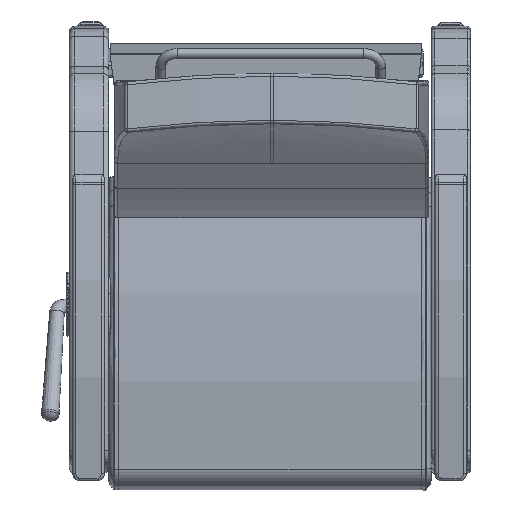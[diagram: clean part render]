
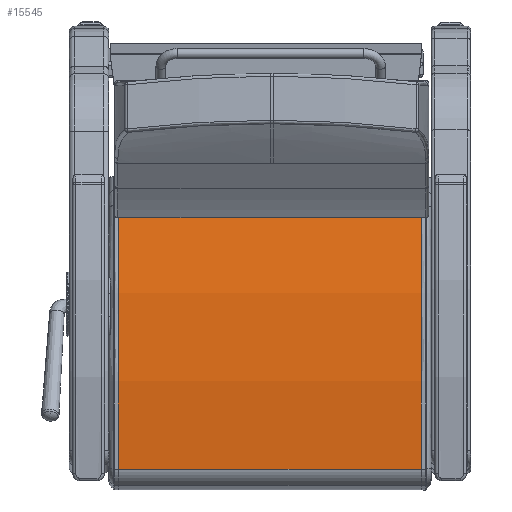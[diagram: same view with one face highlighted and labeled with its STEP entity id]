
A CAD part, front view. The second image highlights one B-rep face of the part: STEP entity #15545.
In plain terms, the highlighted free-form (B-spline) face has degree [1, 2] with [2, 3] control points.
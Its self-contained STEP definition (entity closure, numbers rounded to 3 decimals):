
#481=(
BOUNDED_SURFACE()
B_SPLINE_SURFACE(1,2,((#37875,#37876,#37877),(#37878,#37879,#37880)),
 .UNSPECIFIED.,.F.,.F.,.F.)
B_SPLINE_SURFACE_WITH_KNOTS((2,2),(3,3),(-0.193,0.193),
(1.362,1.699),.UNSPECIFIED.)
GEOMETRIC_REPRESENTATION_ITEM()
RATIONAL_B_SPLINE_SURFACE(((1.,0.986,1.),(1.,0.986,
1.)))
REPRESENTATION_ITEM('')
SURFACE()
);
#1007=ELLIPSE('',#17033,60.054,60.);
#1019=ELLIPSE('',#17075,60.054,60.);
#1830=LINE('',#37874,#2806);
#1831=LINE('',#37881,#2807);
#2806=VECTOR('',#19900,0.394);
#2807=VECTOR('',#19901,0.394);
#3812=FACE_OUTER_BOUND('',#4864,.T.);
#4864=EDGE_LOOP('',(#11724,#11725,#11726,#11727));
#7227=VERTEX_POINT('',#37047);
#7228=VERTEX_POINT('',#37070);
#7268=VERTEX_POINT('',#37287);
#7269=VERTEX_POINT('',#37310);
#8813=EDGE_CURVE('',#7228,#7227,#1007,.T.);
#8872=EDGE_CURVE('',#7269,#7268,#1019,.T.);
#8952=EDGE_CURVE('',#7227,#7269,#1830,.T.);
#8953=EDGE_CURVE('',#7228,#7268,#1831,.T.);
#11724=ORIENTED_EDGE('',*,*,#8813,.F.);
#11725=ORIENTED_EDGE('',*,*,#8953,.T.);
#11726=ORIENTED_EDGE('',*,*,#8872,.F.);
#11727=ORIENTED_EDGE('',*,*,#8952,.F.);
#15545=ADVANCED_FACE('',(#3812),#481,.F.);
#17033=AXIS2_PLACEMENT_3D('',#37072,#19653,#19654);
#17075=AXIS2_PLACEMENT_3D('',#37312,#19762,#19763);
#19653=DIRECTION('center_axis',(0.,0.,-1.));
#19654=DIRECTION('ref_axis',(1.,0.,0.));
#19762=DIRECTION('center_axis',(0.,0.,1.));
#19763=DIRECTION('ref_axis',(1.,0.,0.));
#19900=DIRECTION('',(0.,0.,1.));
#19901=DIRECTION('',(0.,0.,1.));
#37047=CARTESIAN_POINT('',(10.111,0.445,-11.563));
#37070=CARTESIAN_POINT('',(-10.045,1.256,-11.563));
#37072=CARTESIAN_POINT('Origin',(-2.35,-58.249,-11.563));
#37287=CARTESIAN_POINT('',(-10.045,1.256,11.563));
#37310=CARTESIAN_POINT('',(10.111,0.445,11.563));
#37312=CARTESIAN_POINT('Origin',(-2.35,-58.249,11.563));
#37874=CARTESIAN_POINT('',(10.111,0.445,0.));
#37875=CARTESIAN_POINT('Ctrl Pts',(10.111,0.445,-11.563));
#37876=CARTESIAN_POINT('Ctrl Pts',(0.103,2.566,-11.563));
#37877=CARTESIAN_POINT('Ctrl Pts',(-10.045,1.256,-11.563));
#37878=CARTESIAN_POINT('Ctrl Pts',(10.111,0.445,11.563));
#37879=CARTESIAN_POINT('Ctrl Pts',(0.103,2.566,11.563));
#37880=CARTESIAN_POINT('Ctrl Pts',(-10.045,1.256,11.563));
#37881=CARTESIAN_POINT('',(-10.045,1.256,0.));
